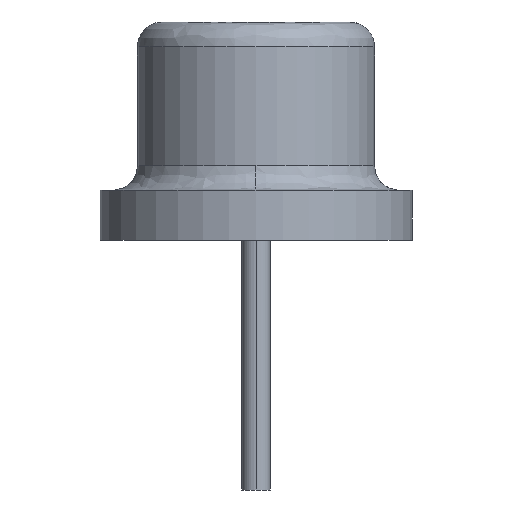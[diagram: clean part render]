
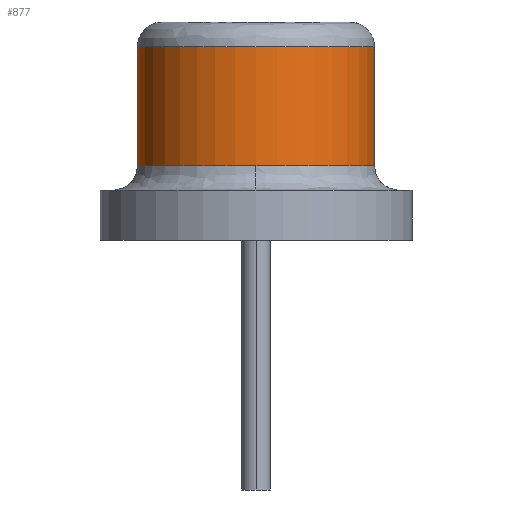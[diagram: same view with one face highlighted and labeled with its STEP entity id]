
A CAD part, left-side view. The second image highlights one B-rep face of the part: STEP entity #877.
In plain terms, the highlighted cylindrical face has radius 1.9 mm (diameter 3.8 mm), a partial arc.
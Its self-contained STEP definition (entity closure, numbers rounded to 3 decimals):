
#207 = EDGE_CURVE ( 'NONE', #3237, #4596, #2221, .T. ) ;
#533 = ORIENTED_EDGE ( 'NONE', *, *, #207, .T. ) ;
#573 = AXIS2_PLACEMENT_3D ( 'NONE', #2037, #4841, #3585 ) ;
#680 = CARTESIAN_POINT ( 'NONE',  ( -3.25, 1.9, 0.8 ) ) ;
#751 = DIRECTION ( 'NONE',  ( -1., 0., 0. ) ) ;
#809 = AXIS2_PLACEMENT_3D ( 'NONE', #4982, #1122, #3076 ) ;
#811 = EDGE_CURVE ( 'NONE', #858, #3237, #1047, .T. ) ;
#858 = VERTEX_POINT ( 'NONE', #3805 ) ;
#877 = ADVANCED_FACE ( 'NONE', ( #1953 ), #3885, .T. ) ;
#1047 = CIRCLE ( 'NONE', #573, 1.9 ) ;
#1116 = EDGE_LOOP ( 'NONE', ( #2232, #1924, #4913, #3817, #533 ) ) ;
#1122 = DIRECTION ( 'NONE',  ( 0., 0., 1. ) ) ;
#1355 = LINE ( 'NONE', #680, #3529 ) ;
#1504 = AXIS2_PLACEMENT_3D ( 'NONE', #4210, #3858, #751 ) ;
#1528 = CARTESIAN_POINT ( 'NONE',  ( -3.25, -1.9, 1.2 ) ) ;
#1746 = CARTESIAN_POINT ( 'NONE',  ( -3.25, 1.9, 3.1 ) ) ;
#1748 = CIRCLE ( 'NONE', #1504, 1.9 ) ;
#1758 = DIRECTION ( 'NONE',  ( 0., 0., 1. ) ) ;
#1907 = EDGE_CURVE ( 'NONE', #4596, #4573, #4123, .T. ) ;
#1924 = ORIENTED_EDGE ( 'NONE', *, *, #3772, .F. ) ;
#1953 = FACE_OUTER_BOUND ( 'NONE', #1116, .T. ) ;
#2037 = CARTESIAN_POINT ( 'NONE',  ( -3.25, 0., 1.2 ) ) ;
#2085 = VECTOR ( 'NONE', #4177, 1000. ) ;
#2101 = AXIS2_PLACEMENT_3D ( 'NONE', #3254, #2528, #2880 ) ;
#2221 = LINE ( 'NONE', #4224, #2085 ) ;
#2232 = ORIENTED_EDGE ( 'NONE', *, *, #1907, .T. ) ;
#2528 = DIRECTION ( 'NONE',  ( 0., 0., -1. ) ) ;
#2589 = CARTESIAN_POINT ( 'NONE',  ( -3.25, -1.9, 3.1 ) ) ;
#2733 = VERTEX_POINT ( 'NONE', #3065 ) ;
#2880 = DIRECTION ( 'NONE',  ( 1., 0., 0. ) ) ;
#3065 = CARTESIAN_POINT ( 'NONE',  ( -3.25, 1.9, 1.2 ) ) ;
#3076 = DIRECTION ( 'NONE',  ( 1., 0., 0. ) ) ;
#3237 = VERTEX_POINT ( 'NONE', #1528 ) ;
#3254 = CARTESIAN_POINT ( 'NONE',  ( -3.25, 0., 3.1 ) ) ;
#3529 = VECTOR ( 'NONE', #1758, 1000. ) ;
#3585 = DIRECTION ( 'NONE',  ( -1., 0., 0. ) ) ;
#3772 = EDGE_CURVE ( 'NONE', #2733, #4573, #1355, .T. ) ;
#3805 = CARTESIAN_POINT ( 'NONE',  ( -5.15, 0., 1.2 ) ) ;
#3817 = ORIENTED_EDGE ( 'NONE', *, *, #811, .T. ) ;
#3858 = DIRECTION ( 'NONE',  ( 0., 0., 1. ) ) ;
#3885 = CYLINDRICAL_SURFACE ( 'NONE', #809, 1.9 ) ;
#4123 = CIRCLE ( 'NONE', #2101, 1.9 ) ;
#4177 = DIRECTION ( 'NONE',  ( 0., 0., 1. ) ) ;
#4210 = CARTESIAN_POINT ( 'NONE',  ( -3.25, 0., 1.2 ) ) ;
#4224 = CARTESIAN_POINT ( 'NONE',  ( -3.25, -1.9, 0.8 ) ) ;
#4324 = EDGE_CURVE ( 'NONE', #2733, #858, #1748, .T. ) ;
#4573 = VERTEX_POINT ( 'NONE', #1746 ) ;
#4596 = VERTEX_POINT ( 'NONE', #2589 ) ;
#4841 = DIRECTION ( 'NONE',  ( 0., 0., 1. ) ) ;
#4913 = ORIENTED_EDGE ( 'NONE', *, *, #4324, .T. ) ;
#4982 = CARTESIAN_POINT ( 'NONE',  ( -3.25, 0., 0.8 ) ) ;
